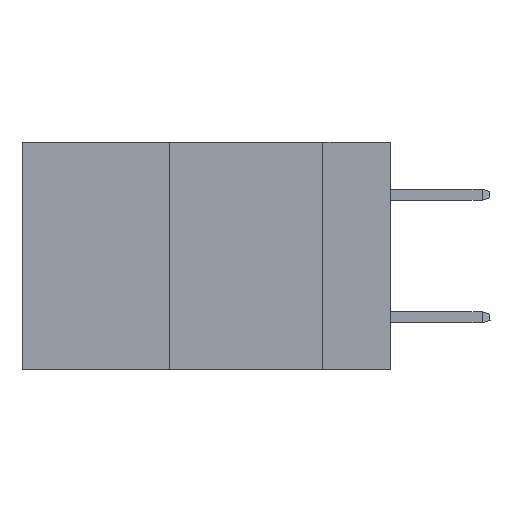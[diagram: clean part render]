
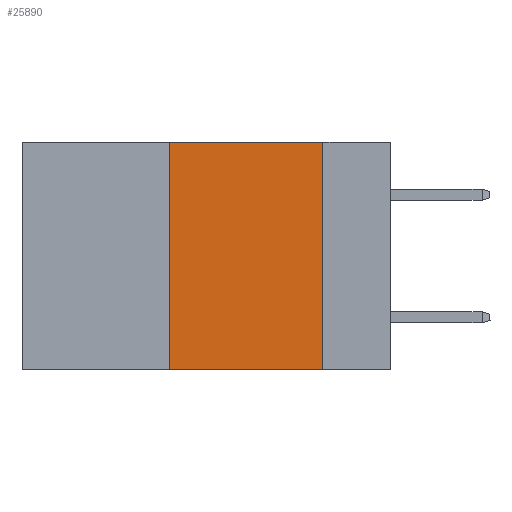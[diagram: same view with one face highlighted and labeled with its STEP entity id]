
A CAD part, left-side view. The second image highlights one B-rep face of the part: STEP entity #25890.
In plain terms, the highlighted planar face has unit normal (-1, 0, 0).
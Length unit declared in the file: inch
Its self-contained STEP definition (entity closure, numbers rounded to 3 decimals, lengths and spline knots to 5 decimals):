
#1428 = LINE ( 'NONE', #8562, #42625 ) ;
#2731 = CARTESIAN_POINT ( 'NONE',  ( 0., 0.6, 0. ) ) ;
#3289 = CARTESIAN_POINT ( 'NONE',  ( 0., 0.36, 0. ) ) ;
#7725 = AXIS2_PLACEMENT_3D ( 'NONE', #39067, #15236, #29191 ) ;
#8562 = CARTESIAN_POINT ( 'NONE',  ( 0., 0.11, 0. ) ) ;
#9282 = DIRECTION ( 'NONE',  ( 0., -1., 0. ) ) ;
#10792 = CARTESIAN_POINT ( 'NONE',  ( 0., 0.11, 0. ) ) ;
#11706 = ORIENTED_EDGE ( 'NONE', *, *, #34294, .T. ) ;
#11964 = VECTOR ( 'NONE', #13319, 39.37008 ) ;
#12333 = EDGE_CURVE ( 'NONE', #23347, #28423, #1428, .T. ) ;
#13319 = DIRECTION ( 'NONE',  ( 0., -1., 0. ) ) ;
#13428 = LINE ( 'NONE', #3289, #23272 ) ;
#13770 = LINE ( 'NONE', #2731, #11964 ) ;
#14561 = FACE_OUTER_BOUND ( 'NONE', #29531, .T. ) ;
#15236 = DIRECTION ( 'NONE',  ( 1., 0., 0. ) ) ;
#15456 = DIRECTION ( 'NONE',  ( 0., 0., -1. ) ) ;
#21123 = VERTEX_POINT ( 'NONE', #44825 ) ;
#21129 = EDGE_CURVE ( 'NONE', #41274, #21123, #13428, .T. ) ;
#23272 = VECTOR ( 'NONE', #27169, 39.37008 ) ;
#23347 = VERTEX_POINT ( 'NONE', #10792 ) ;
#23689 = ORIENTED_EDGE ( 'NONE', *, *, #21129, .F. ) ;
#23797 = CARTESIAN_POINT ( 'NONE',  ( 0., 0.36, -0.37 ) ) ;
#25890 = ADVANCED_FACE ( 'NONE', ( #14561 ), #31739, .F. ) ;
#26680 = ORIENTED_EDGE ( 'NONE', *, *, #12333, .F. ) ;
#27169 = DIRECTION ( 'NONE',  ( 0., 0., 1. ) ) ;
#27700 = CARTESIAN_POINT ( 'NONE',  ( 0., 0.11, -0.37 ) ) ;
#28423 = VERTEX_POINT ( 'NONE', #27700 ) ;
#29191 = DIRECTION ( 'NONE',  ( 0., 0., -1. ) ) ;
#29531 = EDGE_LOOP ( 'NONE', ( #26680, #38463, #23689, #11706 ) ) ;
#31537 = VECTOR ( 'NONE', #9282, 39.37008 ) ;
#31739 = PLANE ( 'NONE',  #7725 ) ;
#34294 = EDGE_CURVE ( 'NONE', #41274, #28423, #44135, .T. ) ;
#36674 = EDGE_CURVE ( 'NONE', #21123, #23347, #13770, .T. ) ;
#38463 = ORIENTED_EDGE ( 'NONE', *, *, #36674, .F. ) ;
#39067 = CARTESIAN_POINT ( 'NONE',  ( 0., 0.6, 0. ) ) ;
#40682 = CARTESIAN_POINT ( 'NONE',  ( 0., 0.6, -0.37 ) ) ;
#41274 = VERTEX_POINT ( 'NONE', #23797 ) ;
#42625 = VECTOR ( 'NONE', #15456, 39.37008 ) ;
#44135 = LINE ( 'NONE', #40682, #31537 ) ;
#44825 = CARTESIAN_POINT ( 'NONE',  ( 0., 0.36, 0. ) ) ;
